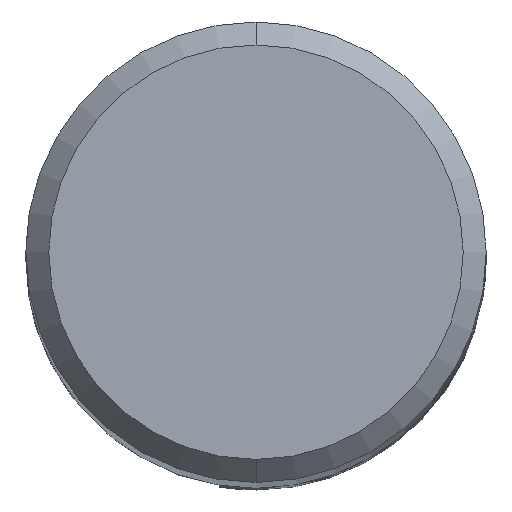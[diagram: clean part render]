
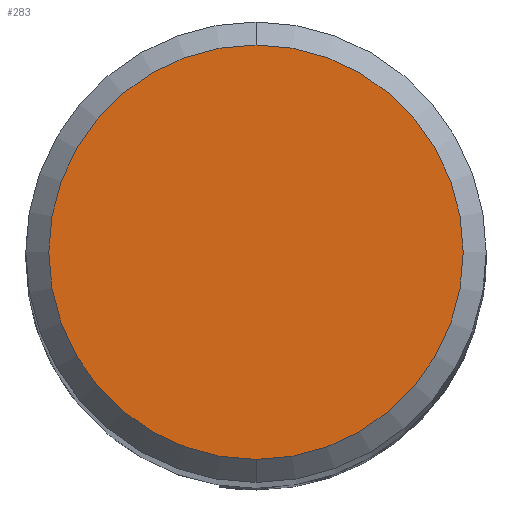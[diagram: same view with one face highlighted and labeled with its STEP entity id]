
A CAD part, top view. The second image highlights one B-rep face of the part: STEP entity #283.
In plain terms, the highlighted planar face has unit normal (0, 0, 1).
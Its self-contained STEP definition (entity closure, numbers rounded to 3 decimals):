
#139=EDGE_CURVE('',#189,#277,#348,.T.);
#189=VERTEX_POINT('',#404);
#209=EDGE_CURVE('',#277,#189,#426,.T.);
#277=VERTEX_POINT('',#500);
#283=ADVANCED_FACE('',(#507),#508,.T.);
#348=CIRCLE('',#760,3.6);
#404=CARTESIAN_POINT('',(0.0,3.6,0.0));
#426=CIRCLE('',#1147,3.6);
#500=CARTESIAN_POINT('',(0.,-3.6,0.0));
#507=FACE_OUTER_BOUND('',#1376,.T.);
#508=PLANE('',#1377);
#760=AXIS2_PLACEMENT_3D('',#1487,#1488,#1489);
#1147=AXIS2_PLACEMENT_3D('',#1593,#1594,#1595);
#1376=EDGE_LOOP('',(#1693,#1694));
#1377=AXIS2_PLACEMENT_3D('',#1695,#1696,#1697);
#1487=CARTESIAN_POINT('',(0.0,0.0,0.0));
#1488=DIRECTION('',(0.0,0.0,-1.0));
#1489=DIRECTION('',(0.0,1.0,0.0));
#1593=CARTESIAN_POINT('',(0.0,0.0,0.0));
#1594=DIRECTION('',(0.0,0.0,-1.0));
#1595=DIRECTION('',(0.0,1.0,0.0));
#1693=ORIENTED_EDGE('',*,*,#139,.F.);
#1694=ORIENTED_EDGE('',*,*,#209,.F.);
#1695=CARTESIAN_POINT('',(0.0,1.8,0.0));
#1696=DIRECTION('',(0.0,0.0,1.0));
#1697=DIRECTION('',(0.0,-1.0,0.0));
